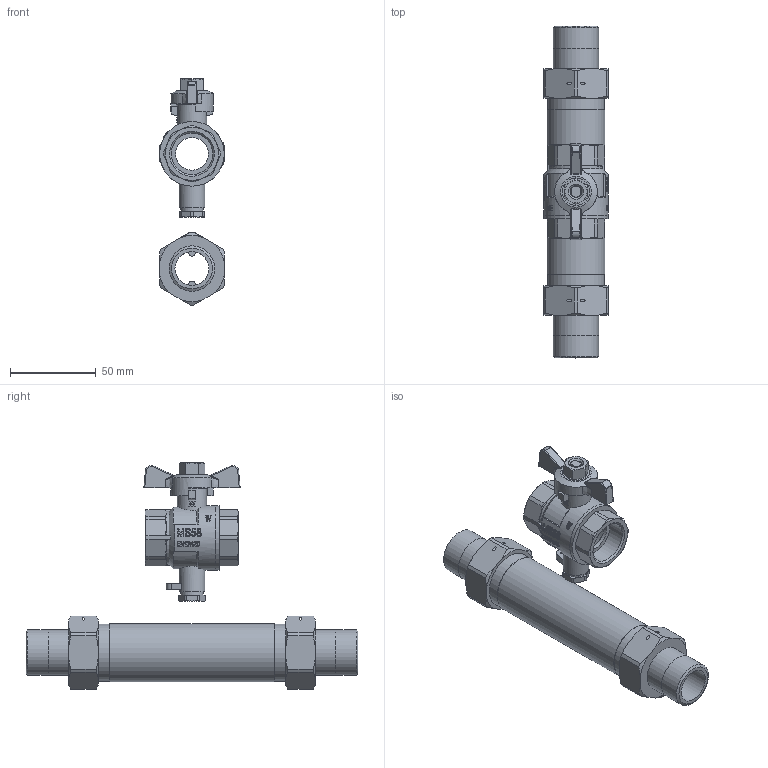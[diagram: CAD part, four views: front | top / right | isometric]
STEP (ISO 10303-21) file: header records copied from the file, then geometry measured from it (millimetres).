
FILE_DESCRIPTION(/* description */ ('Unknown'),/* implementation_level */ '2;1');
FILE_NAME(/* name */ '80180006',/* time_stamp */ '2023-07-12T13:17:19+02:00',/* author */ ('Unknown'),/* organization */ ('Unknown'),/* preprocessor_version */ 'ST-DEVELOPER v18.102',/* originating_system */ 'Solid Edge',/* authorisation */ 'Unknown');
FILE_SCHEMA (('AP203_CONFIGURATION_CONTROLLED_3D_DESIGN_OF_MECHANICAL_PARTS_AND_ASSEMBLIES_MIM_LF { 1 0 10303 203 3 1 4 }','AUTOMOTIVE_DESIGN {1 0 10303 214 3 1 1}'));
Length unit declared in the file: millimetre
Products named in the file (17): 80180006; 98708712-1x130; 724-56; Dichtung; St_tze; _berwurfmutter; 712-05_oa_0; Spindel-co_oa_1; Spindel; Stopfbuchse; Flügelgriff 1_4 - 3_4; 600-1_2-Mutter; Kvrper-co_oa_2; Kvrper; Schtaube; Einschraubteil
Assembly tree (17 placements, depth 4):
  80180006
    98708712-1x130
    724-56  x2
      Dichtung
      St_tze
      _berwurfmutter
    712-05_oa_0
      Spindel-co_oa_1
        Spindel
        Stopfbuchse
        Flügelgriff 1_4 - 3_4
        600-1_2-Mutter
      Kvrper-co_oa_2
        Kvrper
        Schtaube
        Einschraubteil
        Dichtung
Bounding box: 38.39 x 193.2 x 131.65 mm (x, y, z)
Volume: 119290.7 mm3; surface area: 70397.7 mm2
Topology: 15 solids, 15 shells, 1278 faces, 3502 edges, 2319 vertices
Faces by surface type: plane 997, cylinder 169, cone 84, bspline 18, sphere 10
Full cylindrical faces by diameter (mm): 1.5 x3, 5 x1, 5.9 x1, 6.7 x1, 6.75 x1, 8.92 x1, 9 x3, 9.1 x1, 10 x2, 10.5 x1, 11 x1, 12 x1, 12.5 x1, 13 x1, 14 x1, 15 x1, 16 x1, 17 x1, 18.5 x1, 19 x2, 19.8 x2, 22 x2, 24.117 x2, 24.7 x1, 26.2 x2, 26.441 x2, 26.442 x2, 27 x2, 29.4 x2, 29.6 x2
Entity records: 44858 total; most frequent: CARTESIAN_POINT 11970, DIRECTION 7363, ORIENTED_EDGE 6546, EDGE_CURVE 3273, AXIS2_PLACEMENT_3D 3037, VERTEX_POINT 2211, FACE_BOUND 1394, EDGE_LOOP 1393
